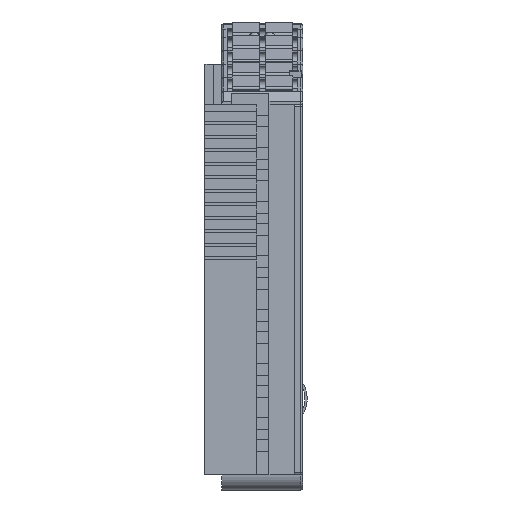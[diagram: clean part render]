
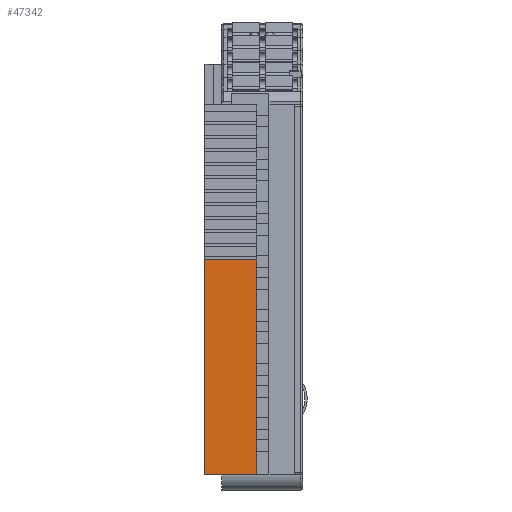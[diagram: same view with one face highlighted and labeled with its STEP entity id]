
A CAD part, front view. The second image highlights one B-rep face of the part: STEP entity #47342.
In plain terms, the highlighted planar face has unit normal (0, -1, 0).
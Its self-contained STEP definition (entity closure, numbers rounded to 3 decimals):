
#1054 = FACE_OUTER_BOUND ( 'NONE', #5726, .T. ) ;
#1162 = DIRECTION ( 'NONE',  ( 0., 0., 1. ) ) ;
#2867 = VECTOR ( 'NONE', #30370, 1000. ) ;
#5726 = EDGE_LOOP ( 'NONE', ( #8098, #16370, #35332, #36089 ) ) ;
#8098 = ORIENTED_EDGE ( 'NONE', *, *, #33460, .T. ) ;
#8194 = DIRECTION ( 'NONE',  ( 0., 0., 1. ) ) ;
#10117 = LINE ( 'NONE', #32525, #29514 ) ;
#12106 = VERTEX_POINT ( 'NONE', #28371 ) ;
#15545 = DIRECTION ( 'NONE',  ( -1., 0., 0. ) ) ;
#16370 = ORIENTED_EDGE ( 'NONE', *, *, #33926, .T. ) ;
#16553 = CARTESIAN_POINT ( 'NONE',  ( -8.5, -52.822, -36.239 ) ) ;
#16902 = DIRECTION ( 'NONE',  ( 0., 0., 1. ) ) ;
#17518 = CARTESIAN_POINT ( 'NONE',  ( -8.5, -52.822, -0.766 ) ) ;
#17568 = VERTEX_POINT ( 'NONE', #17518 ) ;
#17859 = EDGE_CURVE ( 'NONE', #12106, #36311, #33796, .T. ) ;
#18911 = CARTESIAN_POINT ( 'NONE',  ( -0.8, -52.822, -0.766 ) ) ;
#23339 = EDGE_CURVE ( 'NONE', #36311, #17568, #30424, .T. ) ;
#25205 = VECTOR ( 'NONE', #15545, 1000. ) ;
#27515 = PLANE ( 'NONE',  #40783 ) ;
#28371 = CARTESIAN_POINT ( 'NONE',  ( -0.8, -52.822, -32.566 ) ) ;
#29264 = VERTEX_POINT ( 'NONE', #38263 ) ;
#29514 = VECTOR ( 'NONE', #16902, 1000. ) ;
#30370 = DIRECTION ( 'NONE',  ( -1., 0., 0. ) ) ;
#30424 = LINE ( 'NONE', #16553, #49886 ) ;
#31437 = DIRECTION ( 'NONE',  ( 0., 1., 0. ) ) ;
#32525 = CARTESIAN_POINT ( 'NONE',  ( -0.8, -52.822, -34.817 ) ) ;
#33460 = EDGE_CURVE ( 'NONE', #12106, #29264, #10117, .T. ) ;
#33796 = LINE ( 'NONE', #42284, #2867 ) ;
#33926 = EDGE_CURVE ( 'NONE', #29264, #17568, #35536, .T. ) ;
#35332 = ORIENTED_EDGE ( 'NONE', *, *, #23339, .F. ) ;
#35536 = LINE ( 'NONE', #18911, #25205 ) ;
#36089 = ORIENTED_EDGE ( 'NONE', *, *, #17859, .F. ) ;
#36311 = VERTEX_POINT ( 'NONE', #47543 ) ;
#38263 = CARTESIAN_POINT ( 'NONE',  ( -0.8, -52.822, -0.766 ) ) ;
#39077 = CARTESIAN_POINT ( 'NONE',  ( 6., -52.822, 22.234 ) ) ;
#40783 = AXIS2_PLACEMENT_3D ( 'NONE', #39077, #31437, #8194 ) ;
#42284 = CARTESIAN_POINT ( 'NONE',  ( 6., -52.822, -32.566 ) ) ;
#47342 = ADVANCED_FACE ( 'NONE', ( #1054 ), #27515, .F. ) ;
#47543 = CARTESIAN_POINT ( 'NONE',  ( -8.5, -52.822, -32.566 ) ) ;
#49886 = VECTOR ( 'NONE', #1162, 1000. ) ;
